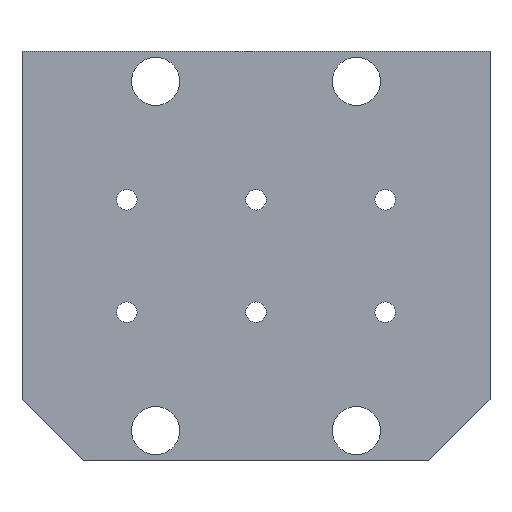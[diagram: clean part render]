
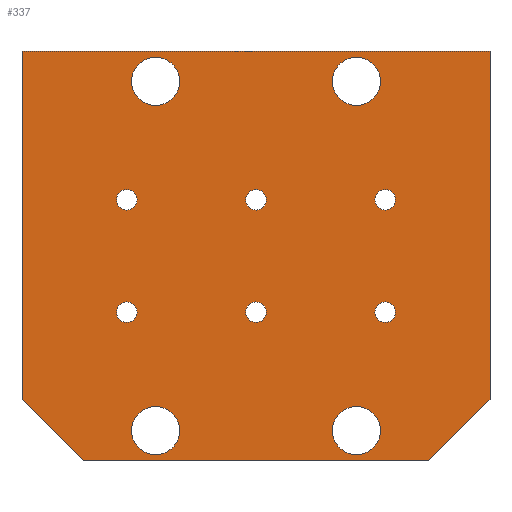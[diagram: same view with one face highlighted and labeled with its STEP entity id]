
A CAD part, top view. The second image highlights one B-rep face of the part: STEP entity #337.
In plain terms, the highlighted planar face has unit normal (0, 0, 1).
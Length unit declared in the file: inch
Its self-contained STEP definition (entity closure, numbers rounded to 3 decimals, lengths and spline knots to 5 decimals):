
#15=LINE('',#527,#33);
#19=LINE('',#535,#37);
#22=LINE('',#541,#40);
#23=LINE('',#543,#41);
#24=LINE('',#545,#42);
#25=LINE('',#546,#43);
#33=VECTOR('',#435,0.3937);
#37=VECTOR('',#441,0.3937);
#40=VECTOR('',#446,0.3937);
#41=VECTOR('',#447,0.3937);
#42=VECTOR('',#448,0.3937);
#43=VECTOR('',#449,0.3937);
#53=PLANE('',#383);
#63=FACE_BOUND('',#118,.T.);
#64=FACE_BOUND('',#119,.T.);
#65=FACE_BOUND('',#120,.T.);
#66=FACE_BOUND('',#121,.T.);
#67=FACE_BOUND('',#122,.T.);
#68=FACE_BOUND('',#123,.T.);
#69=FACE_BOUND('',#124,.T.);
#70=FACE_BOUND('',#125,.T.);
#71=FACE_BOUND('',#126,.T.);
#72=FACE_BOUND('',#127,.T.);
#95=FACE_OUTER_BOUND('',#117,.T.);
#117=EDGE_LOOP('',(#261,#262,#263,#264,#265,#266));
#118=EDGE_LOOP('',(#267));
#119=EDGE_LOOP('',(#268));
#120=EDGE_LOOP('',(#269));
#121=EDGE_LOOP('',(#270));
#122=EDGE_LOOP('',(#271));
#123=EDGE_LOOP('',(#272));
#124=EDGE_LOOP('',(#273));
#125=EDGE_LOOP('',(#274));
#126=EDGE_LOOP('',(#275));
#127=EDGE_LOOP('',(#276));
#156=CIRCLE('',#371,0.1378);
#158=CIRCLE('',#374,0.1378);
#160=CIRCLE('',#377,0.1378);
#162=CIRCLE('',#380,0.1378);
#163=CIRCLE('',#384,0.05906);
#164=CIRCLE('',#385,0.05906);
#165=CIRCLE('',#386,0.05906);
#166=CIRCLE('',#387,0.05906);
#167=CIRCLE('',#388,0.05906);
#168=CIRCLE('',#389,0.05906);
#176=VERTEX_POINT('',#507);
#178=VERTEX_POINT('',#512);
#180=VERTEX_POINT('',#517);
#182=VERTEX_POINT('',#522);
#183=VERTEX_POINT('',#525);
#184=VERTEX_POINT('',#526);
#187=VERTEX_POINT('',#534);
#189=VERTEX_POINT('',#540);
#190=VERTEX_POINT('',#542);
#191=VERTEX_POINT('',#544);
#192=VERTEX_POINT('',#547);
#193=VERTEX_POINT('',#549);
#194=VERTEX_POINT('',#551);
#195=VERTEX_POINT('',#553);
#196=VERTEX_POINT('',#555);
#197=VERTEX_POINT('',#557);
#208=EDGE_CURVE('',#176,#176,#156,.T.);
#210=EDGE_CURVE('',#178,#178,#158,.T.);
#212=EDGE_CURVE('',#180,#180,#160,.T.);
#214=EDGE_CURVE('',#182,#182,#162,.T.);
#215=EDGE_CURVE('',#183,#184,#15,.T.);
#219=EDGE_CURVE('',#187,#184,#19,.T.);
#222=EDGE_CURVE('',#183,#189,#22,.T.);
#223=EDGE_CURVE('',#189,#190,#23,.T.);
#224=EDGE_CURVE('',#190,#191,#24,.T.);
#225=EDGE_CURVE('',#187,#191,#25,.T.);
#226=EDGE_CURVE('',#192,#192,#163,.T.);
#227=EDGE_CURVE('',#193,#193,#164,.T.);
#228=EDGE_CURVE('',#194,#194,#165,.T.);
#229=EDGE_CURVE('',#195,#195,#166,.T.);
#230=EDGE_CURVE('',#196,#196,#167,.T.);
#231=EDGE_CURVE('',#197,#197,#168,.T.);
#261=ORIENTED_EDGE('',*,*,#215,.F.);
#262=ORIENTED_EDGE('',*,*,#222,.T.);
#263=ORIENTED_EDGE('',*,*,#223,.T.);
#264=ORIENTED_EDGE('',*,*,#224,.T.);
#265=ORIENTED_EDGE('',*,*,#225,.F.);
#266=ORIENTED_EDGE('',*,*,#219,.T.);
#267=ORIENTED_EDGE('',*,*,#208,.T.);
#268=ORIENTED_EDGE('',*,*,#210,.T.);
#269=ORIENTED_EDGE('',*,*,#212,.T.);
#270=ORIENTED_EDGE('',*,*,#214,.T.);
#271=ORIENTED_EDGE('',*,*,#226,.T.);
#272=ORIENTED_EDGE('',*,*,#227,.T.);
#273=ORIENTED_EDGE('',*,*,#228,.T.);
#274=ORIENTED_EDGE('',*,*,#229,.T.);
#275=ORIENTED_EDGE('',*,*,#230,.T.);
#276=ORIENTED_EDGE('',*,*,#231,.T.);
#337=ADVANCED_FACE('',(#95,#63,#64,#65,#66,#67,#68,#69,#70,#71,#72),#53,
 .T.);
#371=AXIS2_PLACEMENT_3D('',#508,#413,#414);
#374=AXIS2_PLACEMENT_3D('',#513,#419,#420);
#377=AXIS2_PLACEMENT_3D('',#518,#425,#426);
#380=AXIS2_PLACEMENT_3D('',#523,#431,#432);
#383=AXIS2_PLACEMENT_3D('',#539,#444,#445);
#384=AXIS2_PLACEMENT_3D('',#548,#450,#451);
#385=AXIS2_PLACEMENT_3D('',#550,#452,#453);
#386=AXIS2_PLACEMENT_3D('',#552,#454,#455);
#387=AXIS2_PLACEMENT_3D('',#554,#456,#457);
#388=AXIS2_PLACEMENT_3D('',#556,#458,#459);
#389=AXIS2_PLACEMENT_3D('',#558,#460,#461);
#413=DIRECTION('center_axis',(0.,0.,-1.));
#414=DIRECTION('ref_axis',(1.,0.,0.));
#419=DIRECTION('center_axis',(0.,0.,-1.));
#420=DIRECTION('ref_axis',(1.,0.,0.));
#425=DIRECTION('center_axis',(0.,0.,-1.));
#426=DIRECTION('ref_axis',(1.,0.,0.));
#431=DIRECTION('center_axis',(0.,0.,-1.));
#432=DIRECTION('ref_axis',(1.,0.,0.));
#435=DIRECTION('',(-0.707,-0.707,0.));
#441=DIRECTION('',(1.,0.,0.));
#444=DIRECTION('center_axis',(0.,0.,1.));
#445=DIRECTION('ref_axis',(1.,0.,0.));
#446=DIRECTION('',(0.,1.,0.));
#447=DIRECTION('',(-1.,0.,0.));
#448=DIRECTION('',(0.,-1.,0.));
#449=DIRECTION('',(-0.707,0.707,0.));
#450=DIRECTION('center_axis',(0.,0.,-1.));
#451=DIRECTION('ref_axis',(1.,0.,0.));
#452=DIRECTION('center_axis',(0.,0.,-1.));
#453=DIRECTION('ref_axis',(1.,0.,0.));
#454=DIRECTION('center_axis',(0.,0.,-1.));
#455=DIRECTION('ref_axis',(1.,0.,0.));
#456=DIRECTION('center_axis',(0.,0.,-1.));
#457=DIRECTION('ref_axis',(1.,0.,0.));
#458=DIRECTION('center_axis',(0.,0.,-1.));
#459=DIRECTION('ref_axis',(1.,0.,0.));
#460=DIRECTION('center_axis',(0.,0.,-1.));
#461=DIRECTION('ref_axis',(1.,0.,0.));
#507=CARTESIAN_POINT('',(0.7128,-1.00009,0.06));
#508=CARTESIAN_POINT('Origin',(0.575,-1.00009,0.06));
#512=CARTESIAN_POINT('',(-0.4372,0.99991,0.06));
#513=CARTESIAN_POINT('Origin',(-0.575,0.99991,0.06));
#517=CARTESIAN_POINT('',(0.7128,0.99991,0.06));
#518=CARTESIAN_POINT('Origin',(0.575,0.99991,0.06));
#522=CARTESIAN_POINT('',(-0.4372,-1.00009,0.06));
#523=CARTESIAN_POINT('Origin',(-0.575,-1.00009,0.06));
#525=CARTESIAN_POINT('',(1.34,-0.822,0.06));
#526=CARTESIAN_POINT('',(0.99,-1.172,0.06));
#527=CARTESIAN_POINT('',(1.123,-1.039,0.06));
#534=CARTESIAN_POINT('',(-0.99,-1.172,0.06));
#535=CARTESIAN_POINT('',(-1.34,-1.172,0.06));
#539=CARTESIAN_POINT('Origin',(0.,0.,0.06));
#540=CARTESIAN_POINT('',(1.34,1.172,0.06));
#541=CARTESIAN_POINT('',(1.34,-1.172,0.06));
#542=CARTESIAN_POINT('',(-1.34,1.172,0.06));
#543=CARTESIAN_POINT('',(1.34,1.172,0.06));
#544=CARTESIAN_POINT('',(-1.34,-0.822,0.06));
#545=CARTESIAN_POINT('',(-1.34,1.172,0.06));
#546=CARTESIAN_POINT('',(-1.123,-1.039,0.06));
#547=CARTESIAN_POINT('',(0.79906,0.322,0.06));
#548=CARTESIAN_POINT('Origin',(0.74,0.322,0.06));
#549=CARTESIAN_POINT('',(0.05906,0.322,0.06));
#550=CARTESIAN_POINT('Origin',(0.,0.322,0.06));
#551=CARTESIAN_POINT('',(-0.68094,0.322,0.06));
#552=CARTESIAN_POINT('Origin',(-0.74,0.322,0.06));
#553=CARTESIAN_POINT('',(-0.68094,-0.322,0.06));
#554=CARTESIAN_POINT('Origin',(-0.74,-0.322,0.06));
#555=CARTESIAN_POINT('',(0.05906,-0.322,0.06));
#556=CARTESIAN_POINT('Origin',(0.,-0.322,0.06));
#557=CARTESIAN_POINT('',(0.79906,-0.322,0.06));
#558=CARTESIAN_POINT('Origin',(0.74,-0.322,0.06));
